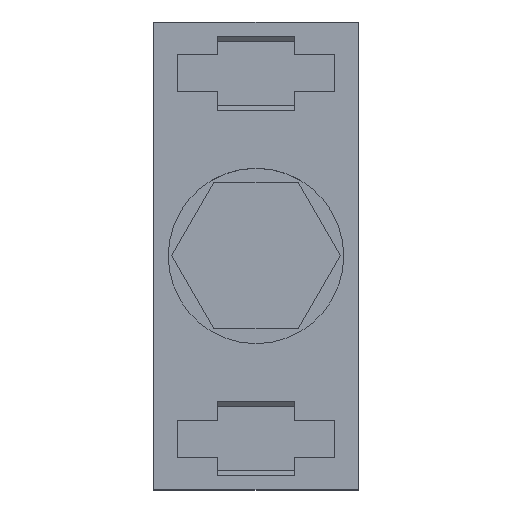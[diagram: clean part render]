
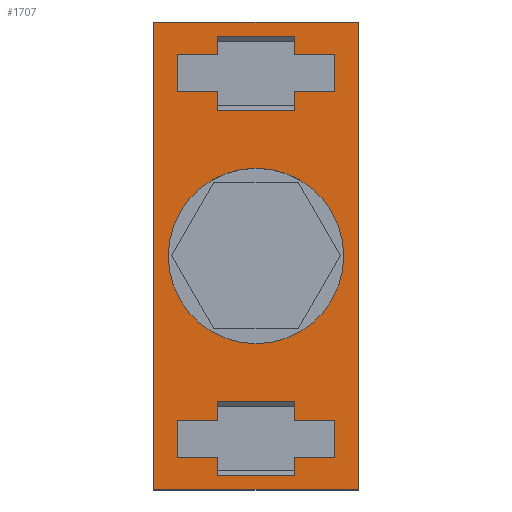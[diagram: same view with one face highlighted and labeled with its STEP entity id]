
A CAD part, top view. The second image highlights one B-rep face of the part: STEP entity #1707.
In plain terms, the highlighted planar face has unit normal (0, 0, 1).
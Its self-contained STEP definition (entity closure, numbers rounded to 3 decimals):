
#56=AXIS2_PLACEMENT_3D('Circle Axis2P3D',#54,#55,$) ;
#1572=AXIS2_PLACEMENT_3D('Plane Axis2P3D',#1569,#1570,#1571) ;
#1634=AXIS2_PLACEMENT_3D('Circle Axis2P3D',#1632,#1633,$) ;
#54=CARTESIAN_POINT('Axis2P3D Location',(7.,16.,24.)) ;
#58=CARTESIAN_POINT('Vertex',(7.,22.,24.)) ;
#60=CARTESIAN_POINT('Vertex',(7.,10.,24.)) ;
#776=CARTESIAN_POINT('Vertex',(0.,32.,24.)) ;
#779=CARTESIAN_POINT('Line Origine',(7.,32.,24.)) ;
#783=CARTESIAN_POINT('Vertex',(14.,32.,24.)) ;
#803=CARTESIAN_POINT('Line Origine',(0.,16.,24.)) ;
#807=CARTESIAN_POINT('Vertex',(0.,0.,24.)) ;
#831=CARTESIAN_POINT('Vertex',(14.,0.,24.)) ;
#834=CARTESIAN_POINT('Line Origine',(7.,0.,24.)) ;
#851=CARTESIAN_POINT('Line Origine',(7.,0.975,24.)) ;
#855=CARTESIAN_POINT('Vertex',(4.35,0.975,24.)) ;
#857=CARTESIAN_POINT('Vertex',(9.65,0.975,24.)) ;
#982=CARTESIAN_POINT('Vertex',(9.65,6.025,24.)) ;
#985=CARTESIAN_POINT('Line Origine',(7.,6.025,24.)) ;
#989=CARTESIAN_POINT('Vertex',(4.35,6.025,24.)) ;
#1009=CARTESIAN_POINT('Line Origine',(4.35,1.613,24.)) ;
#1013=CARTESIAN_POINT('Vertex',(4.35,2.25,24.)) ;
#1036=CARTESIAN_POINT('Line Origine',(4.35,5.388,24.)) ;
#1040=CARTESIAN_POINT('Vertex',(4.35,4.75,24.)) ;
#1102=CARTESIAN_POINT('Vertex',(1.6,4.75,24.)) ;
#1105=CARTESIAN_POINT('Line Origine',(1.6,3.5,24.)) ;
#1109=CARTESIAN_POINT('Vertex',(1.6,2.25,24.)) ;
#1178=CARTESIAN_POINT('Line Origine',(2.975,4.75,24.)) ;
#1200=CARTESIAN_POINT('Line Origine',(2.975,2.25,24.)) ;
#1366=CARTESIAN_POINT('Vertex',(4.35,31.025,24.)) ;
#1382=CARTESIAN_POINT('Vertex',(9.65,31.025,24.)) ;
#1385=CARTESIAN_POINT('Line Origine',(7.,31.025,24.)) ;
#1493=CARTESIAN_POINT('Vertex',(4.35,25.975,24.)) ;
#1496=CARTESIAN_POINT('Line Origine',(7.,25.975,24.)) ;
#1500=CARTESIAN_POINT('Vertex',(9.65,25.975,24.)) ;
#1515=CARTESIAN_POINT('Line Origine',(4.35,30.388,24.)) ;
#1519=CARTESIAN_POINT('Vertex',(4.35,29.75,24.)) ;
#1542=CARTESIAN_POINT('Line Origine',(4.35,26.613,24.)) ;
#1546=CARTESIAN_POINT('Vertex',(4.35,27.25,24.)) ;
#1569=CARTESIAN_POINT('Axis2P3D Location',(7.,0.,24.)) ;
#1574=CARTESIAN_POINT('Line Origine',(14.,16.,24.)) ;
#1585=CARTESIAN_POINT('Line Origine',(9.65,5.388,24.)) ;
#1589=CARTESIAN_POINT('Vertex',(9.65,4.75,24.)) ;
#1592=CARTESIAN_POINT('Line Origine',(11.025,4.75,24.)) ;
#1596=CARTESIAN_POINT('Vertex',(12.4,4.75,24.)) ;
#1599=CARTESIAN_POINT('Line Origine',(12.4,3.5,24.)) ;
#1603=CARTESIAN_POINT('Vertex',(12.4,2.25,24.)) ;
#1606=CARTESIAN_POINT('Line Origine',(11.025,2.25,24.)) ;
#1610=CARTESIAN_POINT('Vertex',(9.65,2.25,24.)) ;
#1613=CARTESIAN_POINT('Line Origine',(9.65,1.613,24.)) ;
#1632=CARTESIAN_POINT('Axis2P3D Location',(7.,16.,24.)) ;
#1641=CARTESIAN_POINT('Line Origine',(9.65,30.388,24.)) ;
#1645=CARTESIAN_POINT('Vertex',(9.65,29.75,24.)) ;
#1648=CARTESIAN_POINT('Line Origine',(11.025,29.75,24.)) ;
#1652=CARTESIAN_POINT('Vertex',(12.4,29.75,24.)) ;
#1655=CARTESIAN_POINT('Line Origine',(12.4,28.5,24.)) ;
#1659=CARTESIAN_POINT('Vertex',(12.4,27.25,24.)) ;
#1662=CARTESIAN_POINT('Line Origine',(11.025,27.25,24.)) ;
#1666=CARTESIAN_POINT('Vertex',(9.65,27.25,24.)) ;
#1669=CARTESIAN_POINT('Line Origine',(9.65,26.613,24.)) ;
#1674=CARTESIAN_POINT('Line Origine',(2.975,27.25,24.)) ;
#1678=CARTESIAN_POINT('Vertex',(1.6,27.25,24.)) ;
#1681=CARTESIAN_POINT('Line Origine',(1.6,28.5,24.)) ;
#1685=CARTESIAN_POINT('Vertex',(1.6,29.75,24.)) ;
#1688=CARTESIAN_POINT('Line Origine',(2.975,29.75,24.)) ;
#55=DIRECTION('Axis2P3D Direction',(0.,0.,1.)) ;
#780=DIRECTION('Vector Direction',(1.,0.,0.)) ;
#804=DIRECTION('Vector Direction',(0.,1.,0.)) ;
#835=DIRECTION('Vector Direction',(1.,0.,0.)) ;
#852=DIRECTION('Vector Direction',(1.,0.,0.)) ;
#986=DIRECTION('Vector Direction',(1.,0.,0.)) ;
#1010=DIRECTION('Vector Direction',(0.,1.,0.)) ;
#1037=DIRECTION('Vector Direction',(0.,1.,0.)) ;
#1106=DIRECTION('Vector Direction',(0.,-1.,0.)) ;
#1179=DIRECTION('Vector Direction',(-1.,0.,0.)) ;
#1201=DIRECTION('Vector Direction',(-1.,0.,0.)) ;
#1386=DIRECTION('Vector Direction',(1.,0.,0.)) ;
#1497=DIRECTION('Vector Direction',(1.,0.,0.)) ;
#1516=DIRECTION('Vector Direction',(0.,-1.,0.)) ;
#1543=DIRECTION('Vector Direction',(0.,-1.,0.)) ;
#1570=DIRECTION('Axis2P3D Direction',(0.,0.,1.)) ;
#1571=DIRECTION('Axis2P3D XDirection',(0.,1.,0.)) ;
#1575=DIRECTION('Vector Direction',(0.,-1.,0.)) ;
#1586=DIRECTION('Vector Direction',(0.,1.,0.)) ;
#1593=DIRECTION('Vector Direction',(1.,0.,0.)) ;
#1600=DIRECTION('Vector Direction',(0.,-1.,0.)) ;
#1607=DIRECTION('Vector Direction',(1.,0.,0.)) ;
#1614=DIRECTION('Vector Direction',(0.,1.,0.)) ;
#1633=DIRECTION('Axis2P3D Direction',(0.,0.,1.)) ;
#1642=DIRECTION('Vector Direction',(0.,-1.,0.)) ;
#1649=DIRECTION('Vector Direction',(1.,0.,0.)) ;
#1656=DIRECTION('Vector Direction',(0.,1.,0.)) ;
#1663=DIRECTION('Vector Direction',(1.,0.,0.)) ;
#1670=DIRECTION('Vector Direction',(0.,-1.,0.)) ;
#1675=DIRECTION('Vector Direction',(-1.,0.,0.)) ;
#1682=DIRECTION('Vector Direction',(0.,1.,0.)) ;
#1689=DIRECTION('Vector Direction',(-1.,0.,0.)) ;
#781=VECTOR('Line Direction',#780,1.) ;
#805=VECTOR('Line Direction',#804,1.) ;
#836=VECTOR('Line Direction',#835,1.) ;
#853=VECTOR('Line Direction',#852,1.) ;
#987=VECTOR('Line Direction',#986,1.) ;
#1011=VECTOR('Line Direction',#1010,1.) ;
#1038=VECTOR('Line Direction',#1037,1.) ;
#1107=VECTOR('Line Direction',#1106,1.) ;
#1180=VECTOR('Line Direction',#1179,1.) ;
#1202=VECTOR('Line Direction',#1201,1.) ;
#1387=VECTOR('Line Direction',#1386,1.) ;
#1498=VECTOR('Line Direction',#1497,1.) ;
#1517=VECTOR('Line Direction',#1516,1.) ;
#1544=VECTOR('Line Direction',#1543,1.) ;
#1576=VECTOR('Line Direction',#1575,1.) ;
#1587=VECTOR('Line Direction',#1586,1.) ;
#1594=VECTOR('Line Direction',#1593,1.) ;
#1601=VECTOR('Line Direction',#1600,1.) ;
#1608=VECTOR('Line Direction',#1607,1.) ;
#1615=VECTOR('Line Direction',#1614,1.) ;
#1643=VECTOR('Line Direction',#1642,1.) ;
#1650=VECTOR('Line Direction',#1649,1.) ;
#1657=VECTOR('Line Direction',#1656,1.) ;
#1664=VECTOR('Line Direction',#1663,1.) ;
#1671=VECTOR('Line Direction',#1670,1.) ;
#1676=VECTOR('Line Direction',#1675,1.) ;
#1683=VECTOR('Line Direction',#1682,1.) ;
#1690=VECTOR('Line Direction',#1689,1.) ;
#1580=ORIENTED_EDGE('',*,*,#838,.T.) ;
#1581=ORIENTED_EDGE('',*,*,#1578,.T.) ;
#1582=ORIENTED_EDGE('',*,*,#785,.F.) ;
#1583=ORIENTED_EDGE('',*,*,#809,.T.) ;
#1619=ORIENTED_EDGE('',*,*,#859,.F.) ;
#1620=ORIENTED_EDGE('',*,*,#1015,.F.) ;
#1621=ORIENTED_EDGE('',*,*,#1204,.T.) ;
#1622=ORIENTED_EDGE('',*,*,#1111,.F.) ;
#1623=ORIENTED_EDGE('',*,*,#1182,.F.) ;
#1624=ORIENTED_EDGE('',*,*,#1042,.F.) ;
#1625=ORIENTED_EDGE('',*,*,#991,.T.) ;
#1626=ORIENTED_EDGE('',*,*,#1591,.T.) ;
#1627=ORIENTED_EDGE('',*,*,#1598,.T.) ;
#1628=ORIENTED_EDGE('',*,*,#1605,.T.) ;
#1629=ORIENTED_EDGE('',*,*,#1612,.F.) ;
#1630=ORIENTED_EDGE('',*,*,#1617,.T.) ;
#1638=ORIENTED_EDGE('',*,*,#62,.F.) ;
#1639=ORIENTED_EDGE('',*,*,#1636,.F.) ;
#1694=ORIENTED_EDGE('',*,*,#1521,.T.) ;
#1695=ORIENTED_EDGE('',*,*,#1389,.T.) ;
#1696=ORIENTED_EDGE('',*,*,#1647,.F.) ;
#1697=ORIENTED_EDGE('',*,*,#1654,.T.) ;
#1698=ORIENTED_EDGE('',*,*,#1661,.F.) ;
#1699=ORIENTED_EDGE('',*,*,#1668,.F.) ;
#1700=ORIENTED_EDGE('',*,*,#1673,.F.) ;
#1701=ORIENTED_EDGE('',*,*,#1502,.F.) ;
#1702=ORIENTED_EDGE('',*,*,#1548,.T.) ;
#1703=ORIENTED_EDGE('',*,*,#1680,.T.) ;
#1704=ORIENTED_EDGE('',*,*,#1687,.T.) ;
#1705=ORIENTED_EDGE('',*,*,#1692,.F.) ;
#1631=FACE_BOUND('',#1618,.T.) ;
#1640=FACE_BOUND('',#1637,.T.) ;
#1706=FACE_BOUND('',#1693,.T.) ;
#1707=ADVANCED_FACE('V1',(#1584,#1631,#1640,#1706),#1573,.T.) ;
#57=CIRCLE('generated circle',#56,6.) ;
#1635=CIRCLE('generated circle',#1634,6.) ;
#62=EDGE_CURVE('',#59,#61,#57,.T.) ;
#785=EDGE_CURVE('',#777,#784,#782,.T.) ;
#809=EDGE_CURVE('',#777,#808,#806,.F.) ;
#838=EDGE_CURVE('',#808,#832,#837,.T.) ;
#859=EDGE_CURVE('',#856,#858,#854,.T.) ;
#991=EDGE_CURVE('',#990,#983,#988,.T.) ;
#1015=EDGE_CURVE('',#1014,#856,#1012,.F.) ;
#1042=EDGE_CURVE('',#990,#1041,#1039,.F.) ;
#1111=EDGE_CURVE('',#1103,#1110,#1108,.T.) ;
#1182=EDGE_CURVE('',#1041,#1103,#1181,.T.) ;
#1204=EDGE_CURVE('',#1014,#1110,#1203,.T.) ;
#1389=EDGE_CURVE('',#1367,#1383,#1388,.T.) ;
#1502=EDGE_CURVE('',#1494,#1501,#1499,.T.) ;
#1521=EDGE_CURVE('',#1520,#1367,#1518,.F.) ;
#1548=EDGE_CURVE('',#1494,#1547,#1545,.F.) ;
#1578=EDGE_CURVE('',#832,#784,#1577,.F.) ;
#1591=EDGE_CURVE('',#983,#1590,#1588,.F.) ;
#1598=EDGE_CURVE('',#1590,#1597,#1595,.T.) ;
#1605=EDGE_CURVE('',#1597,#1604,#1602,.T.) ;
#1612=EDGE_CURVE('',#1611,#1604,#1609,.T.) ;
#1617=EDGE_CURVE('',#1611,#858,#1616,.F.) ;
#1636=EDGE_CURVE('',#61,#59,#1635,.T.) ;
#1647=EDGE_CURVE('',#1646,#1383,#1644,.F.) ;
#1654=EDGE_CURVE('',#1646,#1653,#1651,.T.) ;
#1661=EDGE_CURVE('',#1660,#1653,#1658,.T.) ;
#1668=EDGE_CURVE('',#1667,#1660,#1665,.T.) ;
#1673=EDGE_CURVE('',#1501,#1667,#1672,.F.) ;
#1680=EDGE_CURVE('',#1547,#1679,#1677,.T.) ;
#1687=EDGE_CURVE('',#1679,#1686,#1684,.T.) ;
#1692=EDGE_CURVE('',#1520,#1686,#1691,.T.) ;
#1579=EDGE_LOOP('',(#1580,#1581,#1582,#1583)) ;
#1618=EDGE_LOOP('',(#1619,#1620,#1621,#1622,#1623,#1624,#1625,#1626,#1627,#1628,#1629,#1630)) ;
#1637=EDGE_LOOP('',(#1638,#1639)) ;
#1693=EDGE_LOOP('',(#1694,#1695,#1696,#1697,#1698,#1699,#1700,#1701,#1702,#1703,#1704,#1705)) ;
#1584=FACE_OUTER_BOUND('',#1579,.T.) ;
#782=LINE('Line',#779,#781) ;
#806=LINE('Line',#803,#805) ;
#837=LINE('Line',#834,#836) ;
#854=LINE('Line',#851,#853) ;
#988=LINE('Line',#985,#987) ;
#1012=LINE('Line',#1009,#1011) ;
#1039=LINE('Line',#1036,#1038) ;
#1108=LINE('Line',#1105,#1107) ;
#1181=LINE('Line',#1178,#1180) ;
#1203=LINE('Line',#1200,#1202) ;
#1388=LINE('Line',#1385,#1387) ;
#1499=LINE('Line',#1496,#1498) ;
#1518=LINE('Line',#1515,#1517) ;
#1545=LINE('Line',#1542,#1544) ;
#1577=LINE('Line',#1574,#1576) ;
#1588=LINE('Line',#1585,#1587) ;
#1595=LINE('Line',#1592,#1594) ;
#1602=LINE('Line',#1599,#1601) ;
#1609=LINE('Line',#1606,#1608) ;
#1616=LINE('Line',#1613,#1615) ;
#1644=LINE('Line',#1641,#1643) ;
#1651=LINE('Line',#1648,#1650) ;
#1658=LINE('Line',#1655,#1657) ;
#1665=LINE('Line',#1662,#1664) ;
#1672=LINE('Line',#1669,#1671) ;
#1677=LINE('Line',#1674,#1676) ;
#1684=LINE('Line',#1681,#1683) ;
#1691=LINE('Line',#1688,#1690) ;
#1573=PLANE('',#1572) ;
#59=VERTEX_POINT('',#58) ;
#61=VERTEX_POINT('',#60) ;
#777=VERTEX_POINT('',#776) ;
#784=VERTEX_POINT('',#783) ;
#808=VERTEX_POINT('',#807) ;
#832=VERTEX_POINT('',#831) ;
#856=VERTEX_POINT('',#855) ;
#858=VERTEX_POINT('',#857) ;
#983=VERTEX_POINT('',#982) ;
#990=VERTEX_POINT('',#989) ;
#1014=VERTEX_POINT('',#1013) ;
#1041=VERTEX_POINT('',#1040) ;
#1103=VERTEX_POINT('',#1102) ;
#1110=VERTEX_POINT('',#1109) ;
#1367=VERTEX_POINT('',#1366) ;
#1383=VERTEX_POINT('',#1382) ;
#1494=VERTEX_POINT('',#1493) ;
#1501=VERTEX_POINT('',#1500) ;
#1520=VERTEX_POINT('',#1519) ;
#1547=VERTEX_POINT('',#1546) ;
#1590=VERTEX_POINT('',#1589) ;
#1597=VERTEX_POINT('',#1596) ;
#1604=VERTEX_POINT('',#1603) ;
#1611=VERTEX_POINT('',#1610) ;
#1646=VERTEX_POINT('',#1645) ;
#1653=VERTEX_POINT('',#1652) ;
#1660=VERTEX_POINT('',#1659) ;
#1667=VERTEX_POINT('',#1666) ;
#1679=VERTEX_POINT('',#1678) ;
#1686=VERTEX_POINT('',#1685) ;
